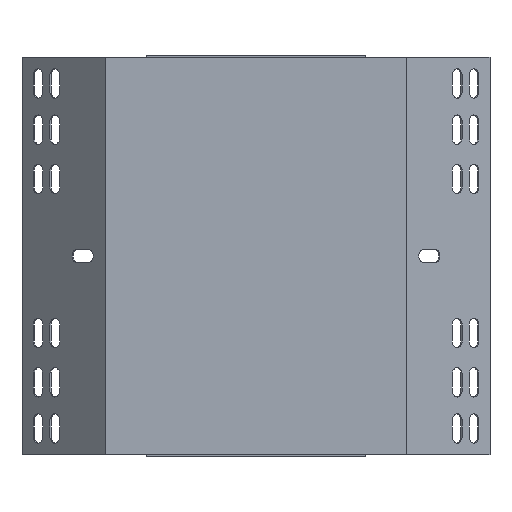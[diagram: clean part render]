
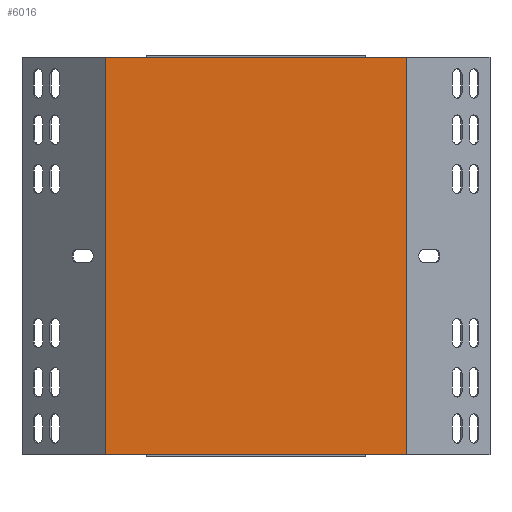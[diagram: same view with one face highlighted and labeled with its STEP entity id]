
A CAD part, front view. The second image highlights one B-rep face of the part: STEP entity #6016.
In plain terms, the highlighted planar face has unit normal (0, -1, 0).
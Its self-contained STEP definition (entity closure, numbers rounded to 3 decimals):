
#127 = DIRECTION ( 'NONE',  ( 0., 0., 1. ) ) ;
#130 = DIRECTION ( 'NONE',  ( 0., 1., 0. ) ) ;
#149 = PLANE ( 'NONE',  #2431 ) ;
#175 = CARTESIAN_POINT ( 'NONE',  ( -98.168, -23.927, 75. ) ) ;
#607 = VERTEX_POINT ( 'NONE', #6077 ) ;
#671 = DIRECTION ( 'NONE',  ( 1., 0., 0. ) ) ;
#677 = CARTESIAN_POINT ( 'NONE',  ( -99.403, -23.927, 75.8 ) ) ;
#875 = CARTESIAN_POINT ( 'NONE',  ( 54.263, -23.927, -125.8 ) ) ;
#1225 = VERTEX_POINT ( 'NONE', #4724 ) ;
#2126 = FACE_OUTER_BOUND ( 'NONE', #3365, .T. ) ;
#2431 = AXIS2_PLACEMENT_3D ( 'NONE', #175, #130, #127 ) ;
#2825 = CARTESIAN_POINT ( 'NONE',  ( -99.403, -23.927, -125.8 ) ) ;
#2895 = DIRECTION ( 'NONE',  ( 1., 0., 0. ) ) ;
#3047 = CARTESIAN_POINT ( 'NONE',  ( -98.499, -23.927, -125.8 ) ) ;
#3365 = EDGE_LOOP ( 'NONE', ( #5508, #5511, #5516, #5523 ) ) ;
#3369 = EDGE_CURVE ( 'NONE', #6838, #5322, #6439, .T. ) ;
#3682 = EDGE_CURVE ( 'NONE', #607, #1225, #5721, .T. ) ;
#3917 = EDGE_CURVE ( 'NONE', #5322, #1225, #5275, .T. ) ;
#3925 = VECTOR ( 'NONE', #5425, 1000. ) ;
#3958 = LINE ( 'NONE', #5453, #3925 ) ;
#4474 = EDGE_CURVE ( 'NONE', #6838, #607, #3958, .T. ) ;
#4724 = CARTESIAN_POINT ( 'NONE',  ( 54.263, -23.927, 75.8 ) ) ;
#5109 = CARTESIAN_POINT ( 'NONE',  ( 54.263, -23.927, -125.612 ) ) ;
#5203 = DIRECTION ( 'NONE',  ( 0., 0., 1. ) ) ;
#5247 = VECTOR ( 'NONE', #5203, 1000. ) ;
#5275 = LINE ( 'NONE', #5109, #5247 ) ;
#5322 = VERTEX_POINT ( 'NONE', #875 ) ;
#5425 = DIRECTION ( 'NONE',  ( 0., 0., 1. ) ) ;
#5453 = CARTESIAN_POINT ( 'NONE',  ( -98.499, -23.927, -125.612 ) ) ;
#5508 = ORIENTED_EDGE ( 'NONE', *, *, #3369, .T. ) ;
#5511 = ORIENTED_EDGE ( 'NONE', *, *, #3917, .T. ) ;
#5516 = ORIENTED_EDGE ( 'NONE', *, *, #3682, .F. ) ;
#5523 = ORIENTED_EDGE ( 'NONE', *, *, #4474, .F. ) ;
#5711 = VECTOR ( 'NONE', #671, 1000. ) ;
#5721 = LINE ( 'NONE', #677, #5711 ) ;
#6016 = ADVANCED_FACE ( 'NONE', ( #2126 ), #149, .F. ) ;
#6077 = CARTESIAN_POINT ( 'NONE',  ( -98.499, -23.927, 75.8 ) ) ;
#6439 = LINE ( 'NONE', #2825, #6445 ) ;
#6445 = VECTOR ( 'NONE', #2895, 1000. ) ;
#6838 = VERTEX_POINT ( 'NONE', #3047 ) ;
